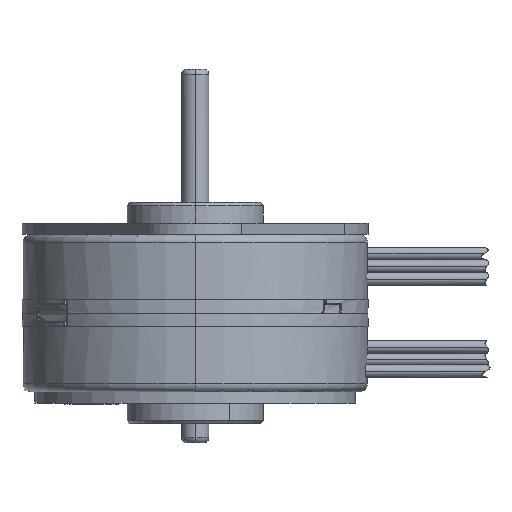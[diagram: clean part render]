
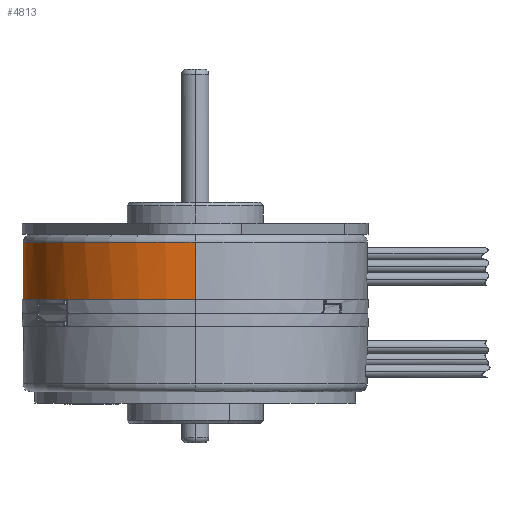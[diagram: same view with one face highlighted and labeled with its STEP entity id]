
A CAD part, left-side view. The second image highlights one B-rep face of the part: STEP entity #4813.
In plain terms, the highlighted cylindrical face has radius 12.639 mm (diameter 25.278 mm), a partial arc.
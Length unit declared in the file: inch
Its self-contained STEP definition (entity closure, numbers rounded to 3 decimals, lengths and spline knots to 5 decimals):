
#132=CARTESIAN_POINT('',(0.,0.,0.));
#133=DIRECTION('',(0.,0.,1.));
#134=DIRECTION('',(1.,0.,0.));
#135=AXIS2_PLACEMENT_3D('',#132,#133,#134);
#205=CARTESIAN_POINT('',(0.,0.,0.));
#206=DIRECTION('',(0.,0.,1.));
#207=DIRECTION('',(-0.684,0.73,0.));
#208=AXIS2_PLACEMENT_3D('',#205,#206,#207);
#233=DIRECTION('',(0.,0.,1.));
#234=VECTOR('',#233,0.01);
#235=CARTESIAN_POINT('',(-0.2119,0.45023,0.027));
#236=LINE('',#235,#234);
#237=DIRECTION('',(0.,0.,-1.));
#238=VECTOR('',#237,0.027);
#239=CARTESIAN_POINT('',(-0.20271,0.45444,0.037));
#240=LINE('',#239,#238);
#241=DIRECTION('',(0.,0.,1.));
#242=VECTOR('',#241,0.027);
#243=CARTESIAN_POINT('',(0.20271,0.45444,
0.01));
#244=LINE('',#243,#242);
#245=DIRECTION('',(0.,0.,-1.));
#246=VECTOR('',#245,0.01);
#247=CARTESIAN_POINT('',(0.2119,0.45023,0.037));
#248=LINE('',#247,#246);
#249=DIRECTION('',(0.,0.,1.));
#250=VECTOR('',#249,0.01);
#251=CARTESIAN_POINT('',(0.32512,0.3767,0.027));
#252=LINE('',#251,#250);
#253=DIRECTION('',(0.,0.,-1.));
#254=VECTOR('',#253,0.027);
#255=CARTESIAN_POINT('',(0.3327,0.37002,0.037));
#256=LINE('',#255,#254);
#257=DIRECTION('',(0.,0.,1.));
#258=VECTOR('',#257,0.2044);
#259=CARTESIAN_POINT('',(0.4976,0.,0.));
#260=LINE('',#259,#258);
#261=CARTESIAN_POINT('',(0.,0.,0.2044));
#262=DIRECTION('',(0.,0.,1.));
#263=DIRECTION('',(1.,0.,0.));
#264=AXIS2_PLACEMENT_3D('',#261,#262,#263);
#266=DIRECTION('',(0.,0.,-1.));
#267=VECTOR('',#266,0.2044);
#268=CARTESIAN_POINT('',(-0.4976,0.,0.2044));
#269=LINE('',#268,#267);
#270=DIRECTION('',(0.,0.,1.));
#271=VECTOR('',#270,0.027);
#272=CARTESIAN_POINT('',(-0.3327,0.37002,
0.01));
#273=LINE('',#272,#271);
#274=DIRECTION('',(0.,0.,-1.));
#275=VECTOR('',#274,0.01);
#276=CARTESIAN_POINT('',(-0.32512,0.3767,0.037));
#277=LINE('',#276,#275);
#287=CARTESIAN_POINT('',(0.,0.,0.027));
#288=DIRECTION('',(0.,0.,1.));
#289=DIRECTION('',(-0.426,0.905,0.));
#290=AXIS2_PLACEMENT_3D('',#287,#288,#289);
#309=CARTESIAN_POINT('',(0.,0.,0.037));
#310=DIRECTION('',(0.,0.,1.));
#311=DIRECTION('',(-0.653,0.757,0.));
#312=AXIS2_PLACEMENT_3D('',#309,#310,#311);
#318=CARTESIAN_POINT('',(-0.3327,0.37002,
0.01));
#319=CARTESIAN_POINT('',(-0.3327,0.37002,
0.00873));
#320=CARTESIAN_POINT('',(-0.33307,0.36969,
0.00615));
#321=CARTESIAN_POINT('',(-0.33472,0.3682,
0.0028));
#322=CARTESIAN_POINT('',(-0.33723,0.3659,
0.00053));
#323=CARTESIAN_POINT('',(-0.33919,0.36408,0.));
#324=CARTESIAN_POINT('',(-0.34017,0.36316,0.));
#335=CARTESIAN_POINT('',(0.,0.,0.037));
#336=DIRECTION('',(0.,0.,1.));
#337=DIRECTION('',(-0.407,0.913,0.));
#338=AXIS2_PLACEMENT_3D('',#335,#336,#337);
#348=CARTESIAN_POINT('',(-0.19341,0.45848,0.));
#349=CARTESIAN_POINT('',(-0.1946,0.45797,0.));
#350=CARTESIAN_POINT('',(-0.19701,0.45694,
0.00049));
#351=CARTESIAN_POINT('',(-0.20015,0.45557,
0.00272));
#352=CARTESIAN_POINT('',(-0.20224,0.45465,
0.0061));
#353=CARTESIAN_POINT('',(-0.20271,0.45444,
0.00871));
#354=CARTESIAN_POINT('',(-0.20271,0.45444,
0.01));
#360=CARTESIAN_POINT('',(0.,0.,0.));
#361=DIRECTION('',(0.,0.,1.));
#362=DIRECTION('',(0.389,0.921,0.));
#363=AXIS2_PLACEMENT_3D('',#360,#361,#362);
#378=CARTESIAN_POINT('',(0.20271,0.45444,
0.01));
#379=CARTESIAN_POINT('',(0.20271,0.45444,
0.00873));
#380=CARTESIAN_POINT('',(0.20225,0.45464,
0.00615));
#381=CARTESIAN_POINT('',(0.20022,0.45554,
0.0028));
#382=CARTESIAN_POINT('',(0.19711,0.4569,
0.00053));
#383=CARTESIAN_POINT('',(0.19464,0.45795,0.));
#384=CARTESIAN_POINT('',(0.19341,0.45848,0.));
#395=CARTESIAN_POINT('',(0.,0.,0.037));
#396=DIRECTION('',(0.,0.,1.));
#397=DIRECTION('',(0.426,0.905,0.));
#398=AXIS2_PLACEMENT_3D('',#395,#396,#397);
#417=CARTESIAN_POINT('',(0.,0.,0.027));
#418=DIRECTION('',(0.,0.,1.));
#419=DIRECTION('',(0.653,0.757,0.));
#420=AXIS2_PLACEMENT_3D('',#417,#418,#419);
#431=CARTESIAN_POINT('',(0.,0.,0.037));
#432=DIRECTION('',(0.,0.,1.));
#433=DIRECTION('',(0.669,0.744,0.));
#434=AXIS2_PLACEMENT_3D('',#431,#432,#433);
#444=CARTESIAN_POINT('',(0.34017,0.36316,0.));
#445=CARTESIAN_POINT('',(0.33922,0.36405,
0.));
#446=CARTESIAN_POINT('',(0.33731,0.36583,
0.00049));
#447=CARTESIAN_POINT('',(0.33478,0.36815,
0.00272));
#448=CARTESIAN_POINT('',(0.33308,0.36968,
0.0061));
#449=CARTESIAN_POINT('',(0.3327,0.37002,
0.00871));
#450=CARTESIAN_POINT('',(0.3327,0.37002,
0.01));
#4095=CARTESIAN_POINT('',(-0.34017,0.36316,
0.));
#4096=CARTESIAN_POINT('',(-0.4976,0.,0.));
#4097=VERTEX_POINT('',#4095);
#4098=VERTEX_POINT('',#4096);
#4103=CARTESIAN_POINT('',(-0.2119,0.45023,0.027));
#4104=CARTESIAN_POINT('',(-0.32512,0.3767,0.027));
#4105=VERTEX_POINT('',#4103);
#4106=VERTEX_POINT('',#4104);
#4107=CARTESIAN_POINT('',(-0.2119,0.45023,0.037));
#4108=VERTEX_POINT('',#4107);
#4109=CARTESIAN_POINT('',(-0.20271,0.45444,0.037));
#4110=VERTEX_POINT('',#4109);
#4111=CARTESIAN_POINT('',(-0.20271,0.45444,
0.01));
#4112=VERTEX_POINT('',#4111);
#4113=VERTEX_POINT('',#348);
#4114=CARTESIAN_POINT('',(0.19341,0.45848,
0.));
#4115=VERTEX_POINT('',#4114);
#4116=VERTEX_POINT('',#378);
#4117=CARTESIAN_POINT('',(0.20271,0.45444,0.037));
#4118=VERTEX_POINT('',#4117);
#4119=CARTESIAN_POINT('',(0.2119,0.45023,0.037));
#4120=VERTEX_POINT('',#4119);
#4121=CARTESIAN_POINT('',(0.2119,0.45023,0.027));
#4122=VERTEX_POINT('',#4121);
#4123=CARTESIAN_POINT('',(0.32512,0.3767,0.027));
#4124=VERTEX_POINT('',#4123);
#4125=CARTESIAN_POINT('',(0.32512,0.3767,0.037));
#4126=VERTEX_POINT('',#4125);
#4127=CARTESIAN_POINT('',(0.3327,0.37002,0.037));
#4128=VERTEX_POINT('',#4127);
#4129=CARTESIAN_POINT('',(0.3327,0.37002,
0.01));
#4130=VERTEX_POINT('',#4129);
#4131=VERTEX_POINT('',#444);
#4132=CARTESIAN_POINT('',(0.4976,0.,0.));
#4133=VERTEX_POINT('',#4132);
#4134=CARTESIAN_POINT('',(0.4976,0.,0.2044));
#4135=VERTEX_POINT('',#4134);
#4136=CARTESIAN_POINT('',(-0.4976,0.,0.2044));
#4137=VERTEX_POINT('',#4136);
#4138=VERTEX_POINT('',#318);
#4139=CARTESIAN_POINT('',(-0.3327,0.37002,0.037));
#4140=VERTEX_POINT('',#4139);
#4141=CARTESIAN_POINT('',(-0.32512,0.3767,0.037));
#4142=VERTEX_POINT('',#4141);
#4762=CARTESIAN_POINT('',(0.,0.,0.20849));
#4763=DIRECTION('',(0.,0.,-1.));
#4764=DIRECTION('',(1.,0.,0.));
#4765=AXIS2_PLACEMENT_3D('',#4762,#4763,#4764);
#4766=CYLINDRICAL_SURFACE('',#4765,0.4976);
#4768=ORIENTED_EDGE('',*,*,#4767,.F.);
#4770=ORIENTED_EDGE('',*,*,#4769,.T.);
#4772=ORIENTED_EDGE('',*,*,#4771,.F.);
#4774=ORIENTED_EDGE('',*,*,#4773,.T.);
#4776=ORIENTED_EDGE('',*,*,#4775,.F.);
#4778=ORIENTED_EDGE('',*,*,#4777,.F.);
#4780=ORIENTED_EDGE('',*,*,#4779,.F.);
#4782=ORIENTED_EDGE('',*,*,#4781,.T.);
#4784=ORIENTED_EDGE('',*,*,#4783,.F.);
#4786=ORIENTED_EDGE('',*,*,#4785,.T.);
#4788=ORIENTED_EDGE('',*,*,#4787,.F.);
#4790=ORIENTED_EDGE('',*,*,#4789,.T.);
#4792=ORIENTED_EDGE('',*,*,#4791,.F.);
#4794=ORIENTED_EDGE('',*,*,#4793,.T.);
#4796=ORIENTED_EDGE('',*,*,#4795,.F.);
#4797=ORIENTED_EDGE('',*,*,#4683,.F.);
#4798=ORIENTED_EDGE('',*,*,#4553,.T.);
#4800=ORIENTED_EDGE('',*,*,#4799,.T.);
#4801=ORIENTED_EDGE('',*,*,#4549,.T.);
#4802=ORIENTED_EDGE('',*,*,#4750,.F.);
#4804=ORIENTED_EDGE('',*,*,#4803,.F.);
#4806=ORIENTED_EDGE('',*,*,#4805,.T.);
#4808=ORIENTED_EDGE('',*,*,#4807,.F.);
#4810=ORIENTED_EDGE('',*,*,#4809,.T.);
#4811=EDGE_LOOP('',(#4768,#4770,#4772,#4774,#4776,#4778,#4780,#4782,#4784,#4786,
#4788,#4790,#4792,#4794,#4796,#4797,#4798,#4800,#4801,#4802,#4804,#4806,#4808,
#4810));
#4812=FACE_OUTER_BOUND('',#4811,.F.);
#4813=ADVANCED_FACE('',(#4812),#4766,.T.);
#136=CIRCLE('',#135,0.4976);
#209=CIRCLE('',#208,0.4976);
#265=CIRCLE('',#264,0.4976);
#291=CIRCLE('',#290,0.4976);
#313=CIRCLE('',#312,0.4976);
#325=B_SPLINE_CURVE_WITH_KNOTS('',3,(#318,#319,#320,#321,#322,#323,#324),
.UNSPECIFIED.,.F.,.F.,(4,1,1,1,4),(0.,0.25,0.5,0.75,1.),
.UNSPECIFIED.);
#339=CIRCLE('',#338,0.4976);
#355=B_SPLINE_CURVE_WITH_KNOTS('',3,(#348,#349,#350,#351,#352,#353,#354),
.UNSPECIFIED.,.F.,.F.,(4,1,1,1,4),(0.,0.25,0.5,0.75,1.),
.UNSPECIFIED.);
#364=CIRCLE('',#363,0.4976);
#385=B_SPLINE_CURVE_WITH_KNOTS('',3,(#378,#379,#380,#381,#382,#383,#384),
.UNSPECIFIED.,.F.,.F.,(4,1,1,1,4),(0.,0.25,0.5,0.75,1.),
.UNSPECIFIED.);
#399=CIRCLE('',#398,0.4976);
#421=CIRCLE('',#420,0.4976);
#435=CIRCLE('',#434,0.4976);
#451=B_SPLINE_CURVE_WITH_KNOTS('',3,(#444,#445,#446,#447,#448,#449,#450),
.UNSPECIFIED.,.F.,.F.,(4,1,1,1,4),(0.,0.25,0.5,0.75,1.),
.UNSPECIFIED.);
#4549=EDGE_CURVE('',#4137,#4098,#269,.T.);
#4553=EDGE_CURVE('',#4133,#4135,#260,.T.);
#4683=EDGE_CURVE('',#4133,#4131,#136,.T.);
#4750=EDGE_CURVE('',#4097,#4098,#209,.T.);
#4767=EDGE_CURVE('',#4105,#4106,#291,.T.);
#4769=EDGE_CURVE('',#4105,#4108,#236,.T.);
#4771=EDGE_CURVE('',#4110,#4108,#339,.T.);
#4773=EDGE_CURVE('',#4110,#4112,#240,.T.);
#4775=EDGE_CURVE('',#4113,#4112,#355,.T.);
#4777=EDGE_CURVE('',#4115,#4113,#364,.T.);
#4779=EDGE_CURVE('',#4116,#4115,#385,.T.);
#4781=EDGE_CURVE('',#4116,#4118,#244,.T.);
#4783=EDGE_CURVE('',#4120,#4118,#399,.T.);
#4785=EDGE_CURVE('',#4120,#4122,#248,.T.);
#4787=EDGE_CURVE('',#4124,#4122,#421,.T.);
#4789=EDGE_CURVE('',#4124,#4126,#252,.T.);
#4791=EDGE_CURVE('',#4128,#4126,#435,.T.);
#4793=EDGE_CURVE('',#4128,#4130,#256,.T.);
#4795=EDGE_CURVE('',#4131,#4130,#451,.T.);
#4799=EDGE_CURVE('',#4135,#4137,#265,.T.);
#4803=EDGE_CURVE('',#4138,#4097,#325,.T.);
#4805=EDGE_CURVE('',#4138,#4140,#273,.T.);
#4807=EDGE_CURVE('',#4142,#4140,#313,.T.);
#4809=EDGE_CURVE('',#4142,#4106,#277,.T.);
